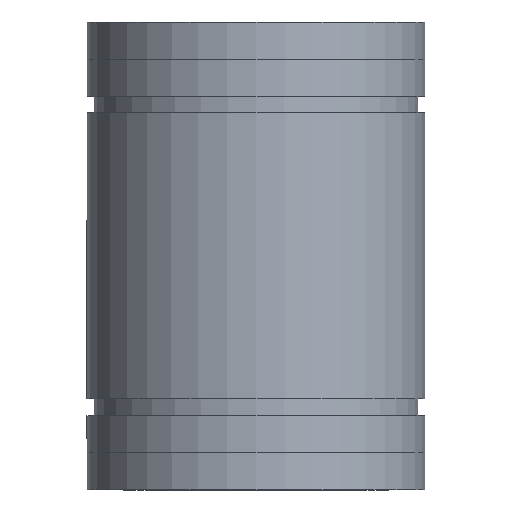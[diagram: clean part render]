
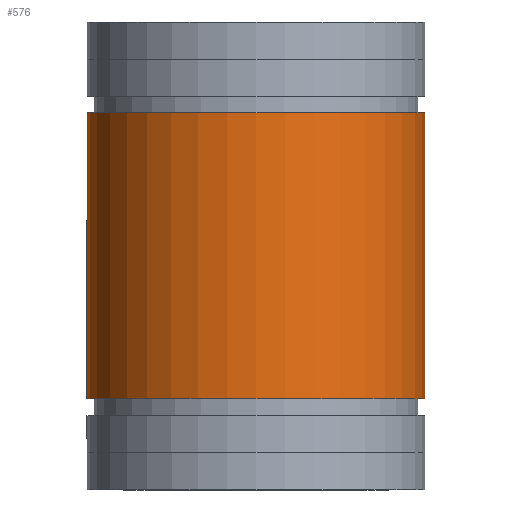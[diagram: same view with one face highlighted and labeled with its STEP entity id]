
A CAD part, front view. The second image highlights one B-rep face of the part: STEP entity #576.
In plain terms, the highlighted cylindrical face has radius 13 mm (diameter 26 mm), a full revolution.
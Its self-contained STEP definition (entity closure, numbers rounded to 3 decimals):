
#71 = EDGE_LOOP ( 'NONE', ( #138 ) ) ;
#82 = EDGE_LOOP ( 'NONE', ( #89 ) ) ;
#89 = ORIENTED_EDGE ( 'NONE', *, *, #389, .T. ) ;
#138 = ORIENTED_EDGE ( 'NONE', *, *, #386, .F. ) ;
#315 = CARTESIAN_POINT ( 'NONE',  ( 0., 0., -7. ) ) ;
#332 = DIRECTION ( 'NONE',  ( 0., 0., 1. ) ) ;
#333 = DIRECTION ( 'NONE',  ( 1., 0., 0. ) ) ;
#334 = CARTESIAN_POINT ( 'NONE',  ( 0., 0., -29. ) ) ;
#341 = DIRECTION ( 'NONE',  ( 0., 0., 1. ) ) ;
#342 = DIRECTION ( 'NONE',  ( 1., 0., 0. ) ) ;
#364 = CARTESIAN_POINT ( 'NONE',  ( 0., 0., 0. ) ) ;
#370 = DIRECTION ( 'NONE',  ( 1., 0., 0. ) ) ;
#371 = DIRECTION ( 'NONE',  ( 0., 0., 1. ) ) ;
#386 = EDGE_CURVE ( 'NONE', #659, #659, #504, .T. ) ;
#389 = EDGE_CURVE ( 'NONE', #665, #665, #507, .T. ) ;
#446 = AXIS2_PLACEMENT_3D ( 'NONE', #315, #332, #333 ) ;
#449 = AXIS2_PLACEMENT_3D ( 'NONE', #334, #341, #342 ) ;
#460 = AXIS2_PLACEMENT_3D ( 'NONE', #364, #371, #370 ) ;
#497 = FACE_OUTER_BOUND ( 'NONE', #71, .T. ) ;
#502 = FACE_OUTER_BOUND ( 'NONE', #82, .T. ) ;
#504 = CIRCLE ( 'NONE', #446, 13. ) ;
#507 = CIRCLE ( 'NONE', #449, 13. ) ;
#516 = CYLINDRICAL_SURFACE ( 'NONE', #460, 13. ) ;
#576 = ADVANCED_FACE ( 'NONE', ( #497, #502 ), #516, .T. ) ;
#659 = VERTEX_POINT ( 'NONE', #660 ) ;
#660 = CARTESIAN_POINT ( 'NONE',  ( 13., 0., -7. ) ) ;
#665 = VERTEX_POINT ( 'NONE', #666 ) ;
#666 = CARTESIAN_POINT ( 'NONE',  ( 13., 0., -29. ) ) ;
